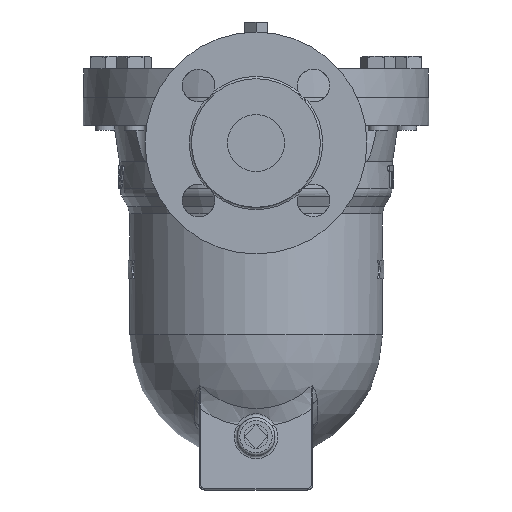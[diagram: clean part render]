
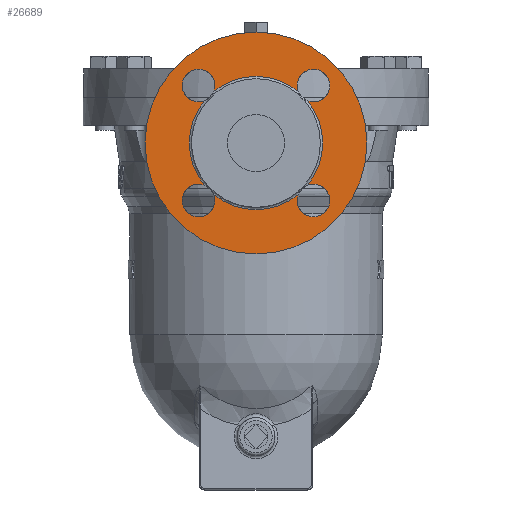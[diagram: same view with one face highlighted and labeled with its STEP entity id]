
A CAD part, left-side view. The second image highlights one B-rep face of the part: STEP entity #26689.
In plain terms, the highlighted planar face has unit normal (-1, 0, 0).
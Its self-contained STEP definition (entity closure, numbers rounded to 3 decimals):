
#332=CARTESIAN_POINT('',(-174.4,-29.696,4.237));
#333=VERTEX_POINT('',#332);
#334=CARTESIAN_POINT('',(-174.4,-36.237,-2.304));
#335=VERTEX_POINT('',#334);
#364=CARTESIAN_POINT('',(-174.4,29.696,4.237));
#365=VERTEX_POINT('',#364);
#366=CARTESIAN_POINT('',(-174.4,0.0,-32.));
#367=DIRECTION('',(-1.0,0.0,0.0));
#368=DIRECTION('',(0.0,0.0,-1.0));
#369=AXIS2_PLACEMENT_3D('',#366,#367,#368);
#370=CIRCLE('',#369,46.85);
#371=EDGE_CURVE('',#333,#365,#370,.T.);
#373=CARTESIAN_POINT('',(-174.4,36.237,-2.304));
#374=VERTEX_POINT('',#373);
#403=CARTESIAN_POINT('',(-174.4,36.237,-61.696));
#404=VERTEX_POINT('',#403);
#405=CARTESIAN_POINT('',(-174.4,0.0,-32.));
#406=DIRECTION('',(-1.0,0.0,0.0));
#407=DIRECTION('',(0.0,0.0,-1.0));
#408=AXIS2_PLACEMENT_3D('',#405,#406,#407);
#409=CIRCLE('',#408,46.85);
#410=EDGE_CURVE('',#374,#404,#409,.T.);
#412=CARTESIAN_POINT('',(-174.4,29.696,-68.237));
#413=VERTEX_POINT('',#412);
#442=CARTESIAN_POINT('',(-174.4,-29.696,-68.237));
#443=VERTEX_POINT('',#442);
#444=CARTESIAN_POINT('',(-174.4,0.0,-32.));
#445=DIRECTION('',(-1.0,0.0,0.0));
#446=DIRECTION('',(0.0,0.0,-1.0));
#447=AXIS2_PLACEMENT_3D('',#444,#445,#446);
#448=CIRCLE('',#447,46.85);
#449=EDGE_CURVE('',#413,#443,#448,.T.);
#451=CARTESIAN_POINT('',(-174.4,-36.237,-61.696));
#452=VERTEX_POINT('',#451);
#481=CARTESIAN_POINT('',(-174.4,0.0,-32.));
#482=DIRECTION('',(-1.0,0.0,0.0));
#483=DIRECTION('',(0.0,0.0,-1.0));
#484=AXIS2_PLACEMENT_3D('',#481,#482,#483);
#485=CIRCLE('',#484,46.85);
#486=EDGE_CURVE('',#452,#335,#485,.T.);
#26262=CARTESIAN_POINT('',(-174.4,0.0,46.));
#26263=VERTEX_POINT('',#26262);
#26264=CARTESIAN_POINT('',(-174.4,0.0,-32.));
#26265=DIRECTION('',(-1.0,0.0,0.0));
#26266=DIRECTION('',(0.0,0.0,1.0));
#26267=AXIS2_PLACEMENT_3D('',#26264,#26265,#26266);
#26268=CIRCLE('',#26267,78.0);
#26269=EDGE_CURVE('',#26263,#26263,#26268,.T.);
#26340=CARTESIAN_POINT('',(-174.4,-40.411,8.411));
#26341=DIRECTION('',(1.0,0.0,0.0));
#26342=DIRECTION('',(0.0,-1.0,0.0));
#26343=AXIS2_PLACEMENT_3D('',#26340,#26341,#26342);
#26344=CIRCLE('',#26343,11.5);
#26345=EDGE_CURVE('',#333,#335,#26344,.T.);
#26380=CARTESIAN_POINT('',(-174.4,-40.411,-72.411));
#26381=DIRECTION('',(1.0,0.0,0.0));
#26382=DIRECTION('',(0.0,0.0,-1.0));
#26383=AXIS2_PLACEMENT_3D('',#26380,#26381,#26382);
#26384=CIRCLE('',#26383,11.5);
#26385=EDGE_CURVE('',#452,#443,#26384,.T.);
#26420=CARTESIAN_POINT('',(-174.4,40.411,-72.411));
#26421=DIRECTION('',(1.0,0.0,0.0));
#26422=DIRECTION('',(0.0,1.0,0.0));
#26423=AXIS2_PLACEMENT_3D('',#26420,#26421,#26422);
#26424=CIRCLE('',#26423,11.5);
#26425=EDGE_CURVE('',#413,#404,#26424,.T.);
#26460=CARTESIAN_POINT('',(-174.4,40.411,8.411));
#26461=DIRECTION('',(1.0,0.0,0.0));
#26462=DIRECTION('',(0.0,0.0,1.0));
#26463=AXIS2_PLACEMENT_3D('',#26460,#26461,#26462);
#26464=CIRCLE('',#26463,11.5);
#26465=EDGE_CURVE('',#374,#365,#26464,.T.);
#26671=CARTESIAN_POINT('',(-174.4,0.0,29.625));
#26672=DIRECTION('',(-1.0,0.0,0.0));
#26673=DIRECTION('',(0.0,0.0,1.0));
#26674=AXIS2_PLACEMENT_3D('',#26671,#26672,#26673);
#26675=PLANE('',#26674);
#26676=ORIENTED_EDGE('',*,*,#26269,.T.);
#26677=EDGE_LOOP('',(#26676));
#26678=FACE_OUTER_BOUND('',#26677,.T.);
#26679=ORIENTED_EDGE('',*,*,#486,.F.);
#26680=ORIENTED_EDGE('',*,*,#26385,.T.);
#26681=ORIENTED_EDGE('',*,*,#449,.F.);
#26682=ORIENTED_EDGE('',*,*,#26425,.T.);
#26683=ORIENTED_EDGE('',*,*,#410,.F.);
#26684=ORIENTED_EDGE('',*,*,#26465,.T.);
#26685=ORIENTED_EDGE('',*,*,#371,.F.);
#26686=ORIENTED_EDGE('',*,*,#26345,.T.);
#26687=EDGE_LOOP('',(#26679,#26680,#26681,#26682,#26683,#26684,#26685,#26686));
#26688=FACE_BOUND('',#26687,.T.);
#26689=ADVANCED_FACE('',(#26678,#26688),#26675,.T.);
